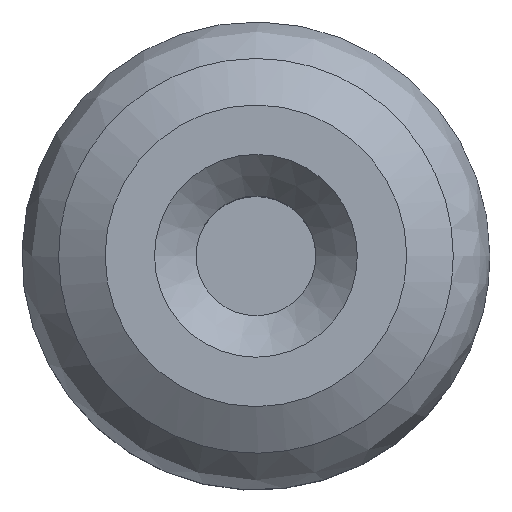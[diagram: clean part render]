
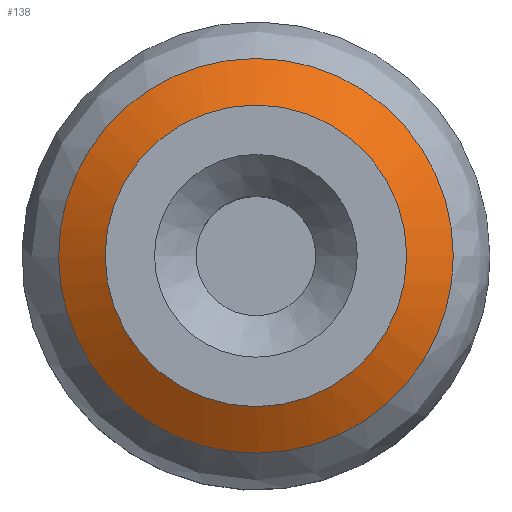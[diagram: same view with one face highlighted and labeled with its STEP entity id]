
A CAD part, top view. The second image highlights one B-rep face of the part: STEP entity #138.
In plain terms, the highlighted conical face has half-angle 57.995 degrees and reference radius 4.5 mm.
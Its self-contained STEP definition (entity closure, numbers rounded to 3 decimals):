
#31 = PLANE('',#32);
#32 = AXIS2_PLACEMENT_3D('',#33,#34,#35);
#33 = CARTESIAN_POINT('',(0.,0.,6.));
#34 = DIRECTION('',(0.,0.,1.));
#35 = DIRECTION('',(1.,0.,0.));
#57 = EDGE_CURVE('',#58,#58,#60,.T.);
#58 = VERTEX_POINT('',#59);
#59 = CARTESIAN_POINT('',(2.9,0.,6.));
#60 = SURFACE_CURVE('',#61,(#66,#73),.PCURVE_S1.);
#61 = CIRCLE('',#62,2.9);
#62 = AXIS2_PLACEMENT_3D('',#63,#64,#65);
#63 = CARTESIAN_POINT('',(0.,0.,6.));
#64 = DIRECTION('',(0.,0.,1.));
#65 = DIRECTION('',(1.,0.,0.));
#66 = PCURVE('',#31,#67);
#67 = DEFINITIONAL_REPRESENTATION('',(#68),#72);
#68 = CIRCLE('',#69,2.9);
#69 = AXIS2_PLACEMENT_2D('',#70,#71);
#70 = CARTESIAN_POINT('',(0.,0.));
#71 = DIRECTION('',(1.,0.));
#72 = ( GEOMETRIC_REPRESENTATION_CONTEXT(2) 
PARAMETRIC_REPRESENTATION_CONTEXT() REPRESENTATION_CONTEXT('2D SPACE',''
  ) );
#73 = PCURVE('',#74,#79);
#74 = CONICAL_SURFACE('',#75,4.5,1.012);
#75 = AXIS2_PLACEMENT_3D('',#76,#77,#78);
#76 = CARTESIAN_POINT('',(0.,0.,5.));
#77 = DIRECTION('',(-0.,-0.,-1.));
#78 = DIRECTION('',(1.,0.,0.));
#79 = DEFINITIONAL_REPRESENTATION('',(#80),#84);
#80 = LINE('',#81,#82);
#81 = CARTESIAN_POINT('',(-0.,-1.));
#82 = VECTOR('',#83,1.);
#83 = DIRECTION('',(-1.,-0.));
#84 = ( GEOMETRIC_REPRESENTATION_CONTEXT(2) 
PARAMETRIC_REPRESENTATION_CONTEXT() REPRESENTATION_CONTEXT('2D SPACE',''
  ) );
#138 = ADVANCED_FACE('',(#139),#74,.T.);
#139 = FACE_BOUND('',#140,.T.);
#140 = EDGE_LOOP('',(#141,#162,#264,#265));
#141 = ORIENTED_EDGE('',*,*,#142,.F.);
#142 = EDGE_CURVE('',#143,#58,#145,.T.);
#143 = VERTEX_POINT('',#144);
#144 = CARTESIAN_POINT('',(3.795,0.,5.441));
#145 = SEAM_CURVE('',#146,(#150,#156),.PCURVE_S1.);
#146 = LINE('',#147,#148);
#147 = CARTESIAN_POINT('',(4.5,0.,5.));
#148 = VECTOR('',#149,1.);
#149 = DIRECTION('',(-0.848,0.,0.53));
#150 = PCURVE('',#74,#151);
#151 = DEFINITIONAL_REPRESENTATION('',(#152),#155);
#152 = B_SPLINE_CURVE_WITH_KNOTS('',1,(#153,#154),.UNSPECIFIED.,.F.,.F.,
  (2,2),(0.,1.887),.PIECEWISE_BEZIER_KNOTS.);
#153 = CARTESIAN_POINT('',(0.,0.));
#154 = CARTESIAN_POINT('',(0.,-1.));
#155 = ( GEOMETRIC_REPRESENTATION_CONTEXT(2) 
PARAMETRIC_REPRESENTATION_CONTEXT() REPRESENTATION_CONTEXT('2D SPACE',''
  ) );
#156 = PCURVE('',#74,#157);
#157 = DEFINITIONAL_REPRESENTATION('',(#158),#161);
#158 = B_SPLINE_CURVE_WITH_KNOTS('',1,(#159,#160),.UNSPECIFIED.,.F.,.F.,
  (2,2),(0.,1.887),.PIECEWISE_BEZIER_KNOTS.);
#159 = CARTESIAN_POINT('',(-6.283,0.));
#160 = CARTESIAN_POINT('',(-6.283,-1.));
#161 = ( GEOMETRIC_REPRESENTATION_CONTEXT(2) 
PARAMETRIC_REPRESENTATION_CONTEXT() REPRESENTATION_CONTEXT('2D SPACE',''
  ) );
#162 = ORIENTED_EDGE('',*,*,#163,.T.);
#163 = EDGE_CURVE('',#143,#143,#164,.T.);
#164 = SURFACE_CURVE('',#165,(#180,#214),.PCURVE_S1.);
#165 = ( BOUNDED_CURVE() B_SPLINE_CURVE(13,(#166,#167,#168,#169,#170,
    #171,#172,#173,#174,#175,#176,#177,#178,#179),.UNSPECIFIED.,.T.,.F.)
 B_SPLINE_CURVE_WITH_KNOTS((14,14),(0.,28.274),
.PIECEWISE_BEZIER_KNOTS.) CURVE() GEOMETRIC_REPRESENTATION_ITEM() 
RATIONAL_B_SPLINE_CURVE((1.,1.,1.,1.,
    1.,1.,1.,1.,
    1.,1.,1.,1.,1.,1.)) 
REPRESENTATION_ITEM('') );
#166 = CARTESIAN_POINT('',(3.795,0.,5.441));
#167 = CARTESIAN_POINT('',(3.795,1.808,5.441)
  );
#168 = CARTESIAN_POINT('',(2.861,3.657,5.441)
  );
#169 = CARTESIAN_POINT('',(0.938,4.979,5.441)
  );
#170 = CARTESIAN_POINT('',(-1.708,5.182,5.441
    ));
#171 = CARTESIAN_POINT('',(-3.993,3.773,5.441)
  );
#172 = CARTESIAN_POINT('',(-5.669,1.716,5.441
    ));
#173 = CARTESIAN_POINT('',(-5.669,-1.716,
    5.441));
#174 = CARTESIAN_POINT('',(-3.993,-3.773,
    5.441));
#175 = CARTESIAN_POINT('',(-1.708,-5.182,
    5.441));
#176 = CARTESIAN_POINT('',(0.938,-4.979,5.441)
  );
#177 = CARTESIAN_POINT('',(2.861,-3.657,5.441
    ));
#178 = CARTESIAN_POINT('',(3.795,-1.808,5.441
    ));
#179 = CARTESIAN_POINT('',(3.795,0.,5.441));
#180 = PCURVE('',#74,#181);
#181 = DEFINITIONAL_REPRESENTATION('',(#182),#213);
#182 = B_SPLINE_CURVE_WITH_KNOTS('',8,(#183,#184,#185,#186,#187,#188,
    #189,#190,#191,#192,#193,#194,#195,#196,#197,#198,#199,#200,#201,
    #202,#203,#204,#205,#206,#207,#208,#209,#210,#211,#212),
  .UNSPECIFIED.,.F.,.F.,(9,7,7,7,9),(0.,7.069,
    14.137,21.206,28.274),.UNSPECIFIED.);
#183 = CARTESIAN_POINT('',(0.,-0.441));
#184 = CARTESIAN_POINT('',(-0.194,-0.441));
#185 = CARTESIAN_POINT('',(-0.389,-0.441));
#186 = CARTESIAN_POINT('',(-0.585,-0.441));
#187 = CARTESIAN_POINT('',(-0.782,-0.441));
#188 = CARTESIAN_POINT('',(-0.98,-0.441));
#189 = CARTESIAN_POINT('',(-1.176,-0.441));
#190 = CARTESIAN_POINT('',(-1.373,-0.441));
#191 = CARTESIAN_POINT('',(-1.767,-0.441));
#192 = CARTESIAN_POINT('',(-1.963,-0.441));
#193 = CARTESIAN_POINT('',(-2.16,-0.441));
#194 = CARTESIAN_POINT('',(-2.356,-0.441));
#195 = CARTESIAN_POINT('',(-2.553,-0.441));
#196 = CARTESIAN_POINT('',(-2.749,-0.441));
#197 = CARTESIAN_POINT('',(-2.945,-0.441));
#198 = CARTESIAN_POINT('',(-3.338,-0.441));
#199 = CARTESIAN_POINT('',(-3.534,-0.441));
#200 = CARTESIAN_POINT('',(-3.731,-0.441));
#201 = CARTESIAN_POINT('',(-3.927,-0.441));
#202 = CARTESIAN_POINT('',(-4.123,-0.441));
#203 = CARTESIAN_POINT('',(-4.32,-0.441));
#204 = CARTESIAN_POINT('',(-4.516,-0.441));
#205 = CARTESIAN_POINT('',(-4.91,-0.441));
#206 = CARTESIAN_POINT('',(-5.107,-0.441));
#207 = CARTESIAN_POINT('',(-5.304,-0.441));
#208 = CARTESIAN_POINT('',(-5.501,-0.441));
#209 = CARTESIAN_POINT('',(-5.698,-0.441));
#210 = CARTESIAN_POINT('',(-5.894,-0.441));
#211 = CARTESIAN_POINT('',(-6.09,-0.441));
#212 = CARTESIAN_POINT('',(-6.283,-0.441));
#213 = ( GEOMETRIC_REPRESENTATION_CONTEXT(2) 
PARAMETRIC_REPRESENTATION_CONTEXT() REPRESENTATION_CONTEXT('2D SPACE',''
  ) );
#214 = PCURVE('',#215,#258);
#215 = ( BOUNDED_SURFACE() B_SPLINE_SURFACE(2,13,(
    (#216,#217,#218,#219,#220,#221,#222,#223,#224,#225,#226,#227,#228
      ,#229)
    ,(#230,#231,#232,#233,#234,#235,#236,#237,#238,#239,#240,#241,#242
      ,#243)
    ,(#244,#245,#246,#247,#248,#249,#250,#251,#252,#253,#254,#255,#256
,#257
    )),.UNSPECIFIED.,.F.,.T.,.F.) B_SPLINE_SURFACE_WITH_KNOTS((3,3),(14,
    14),(0.,28.274),(0.,28.274),
.PIECEWISE_BEZIER_KNOTS.) GEOMETRIC_REPRESENTATION_ITEM() 
RATIONAL_B_SPLINE_SURFACE((
    (1.,1.,1.,1.,1.,1.
      ,1.,1.,1.,1.
      ,1.,1.,1.,1.)
    ,(0.875,0.875,0.875,0.875
      ,0.875,0.875,0.875,0.875
      ,0.875,0.875,0.875,0.875
      ,0.875,0.875)
    ,(1.,1.,1.,1.,1.,1.
      ,1.,1.,1.,1.
,1.,1.,1.,1.))) REPRESENTATION_ITEM('') SURFACE() );
#216 = CARTESIAN_POINT('',(4.5,0.,4.169));
#217 = CARTESIAN_POINT('',(4.5,2.143,4.169)
  );
#218 = CARTESIAN_POINT('',(3.392,4.336,4.169)
  );
#219 = CARTESIAN_POINT('',(1.112,5.904,4.169)
  );
#220 = CARTESIAN_POINT('',(-2.025,6.145,4.169
    ));
#221 = CARTESIAN_POINT('',(-4.735,4.474,4.169
    ));
#222 = CARTESIAN_POINT('',(-6.723,2.034,4.169
    ));
#223 = CARTESIAN_POINT('',(-6.723,-2.034,4.169
    ));
#224 = CARTESIAN_POINT('',(-4.735,-4.474,
    4.169));
#225 = CARTESIAN_POINT('',(-2.025,-6.145,
    4.169));
#226 = CARTESIAN_POINT('',(1.112,-5.904,4.169)
  );
#227 = CARTESIAN_POINT('',(3.392,-4.336,4.169
    ));
#228 = CARTESIAN_POINT('',(4.5,-2.143,4.169
    ));
#229 = CARTESIAN_POINT('',(4.5,0.,4.169));
#230 = CARTESIAN_POINT('',(4.5,0.,5.));
#231 = CARTESIAN_POINT('',(4.5,2.143,5.));
#232 = CARTESIAN_POINT('',(3.392,4.336,5.));
#233 = CARTESIAN_POINT('',(1.112,5.904,5.)
  );
#234 = CARTESIAN_POINT('',(-2.025,6.145,5.
    ));
#235 = CARTESIAN_POINT('',(-4.735,4.474,5.)
  );
#236 = CARTESIAN_POINT('',(-6.723,2.034,5.
    ));
#237 = CARTESIAN_POINT('',(-6.723,-2.034,5.
    ));
#238 = CARTESIAN_POINT('',(-4.735,-4.474,
    5.));
#239 = CARTESIAN_POINT('',(-2.025,-6.145,
    5.));
#240 = CARTESIAN_POINT('',(1.112,-5.904,5.
    ));
#241 = CARTESIAN_POINT('',(3.392,-4.336,5.));
#242 = CARTESIAN_POINT('',(4.5,-2.143,5.));
#243 = CARTESIAN_POINT('',(4.5,0.,5.));
#244 = CARTESIAN_POINT('',(3.795,0.,5.441));
#245 = CARTESIAN_POINT('',(3.795,1.808,5.441)
  );
#246 = CARTESIAN_POINT('',(2.861,3.657,5.441)
  );
#247 = CARTESIAN_POINT('',(0.938,4.979,5.441)
  );
#248 = CARTESIAN_POINT('',(-1.708,5.182,5.441
    ));
#249 = CARTESIAN_POINT('',(-3.993,3.773,5.441)
  );
#250 = CARTESIAN_POINT('',(-5.669,1.716,5.441
    ));
#251 = CARTESIAN_POINT('',(-5.669,-1.716,
    5.441));
#252 = CARTESIAN_POINT('',(-3.993,-3.773,
    5.441));
#253 = CARTESIAN_POINT('',(-1.708,-5.182,
    5.441));
#254 = CARTESIAN_POINT('',(0.938,-4.979,5.441)
  );
#255 = CARTESIAN_POINT('',(2.861,-3.657,5.441
    ));
#256 = CARTESIAN_POINT('',(3.795,-1.808,5.441
    ));
#257 = CARTESIAN_POINT('',(3.795,0.,5.441));
#258 = DEFINITIONAL_REPRESENTATION('',(#259),#263);
#259 = LINE('',#260,#261);
#260 = CARTESIAN_POINT('',(28.274,0.));
#261 = VECTOR('',#262,1.);
#262 = DIRECTION('',(0.,1.));
#263 = ( GEOMETRIC_REPRESENTATION_CONTEXT(2) 
PARAMETRIC_REPRESENTATION_CONTEXT() REPRESENTATION_CONTEXT('2D SPACE',''
  ) );
#264 = ORIENTED_EDGE('',*,*,#142,.T.);
#265 = ORIENTED_EDGE('',*,*,#57,.F.);
